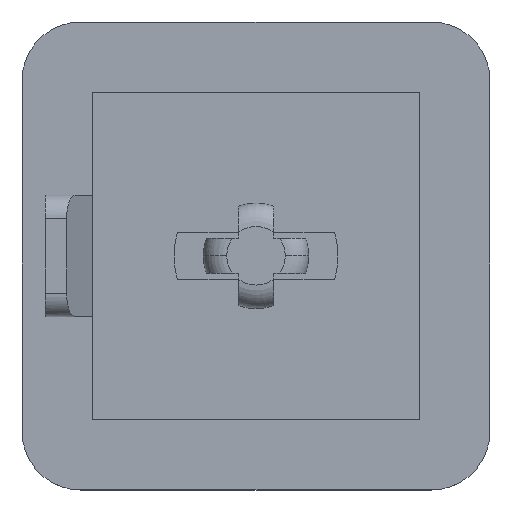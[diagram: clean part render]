
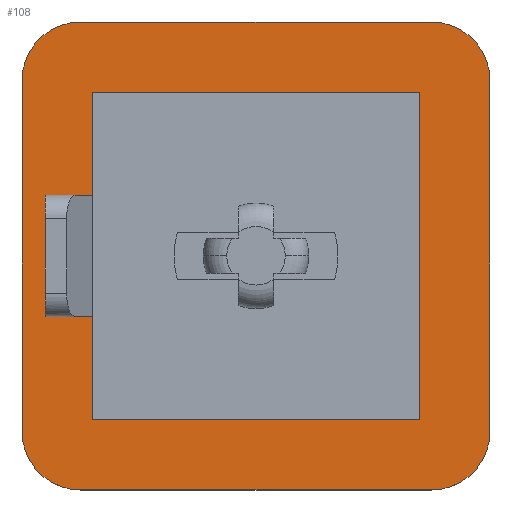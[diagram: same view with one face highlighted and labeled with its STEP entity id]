
A CAD part, top view. The second image highlights one B-rep face of the part: STEP entity #108.
In plain terms, the highlighted planar face has unit normal (0, 0, 1).
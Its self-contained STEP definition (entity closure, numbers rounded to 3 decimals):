
#108=ADVANCED_FACE('NONE',(#260,#261),#262,.T.);
#260=FACE_OUTER_BOUND('',#453,.T.);
#261=FACE_BOUND('',#454,.T.);
#262=PLANE('',#455);
#453=EDGE_LOOP('',(#936,#937,#938,#939,#940,#941,#942,#943));
#454=EDGE_LOOP('',(#944,#945,#946,#947,#948,#949,#950,#951));
#455=AXIS2_PLACEMENT_3D('',#952,#953,#954);
#936=ORIENTED_EDGE('',*,*,#1440,.T.);
#937=ORIENTED_EDGE('',*,*,#1441,.T.);
#938=ORIENTED_EDGE('',*,*,#1442,.T.);
#939=ORIENTED_EDGE('',*,*,#1443,.T.);
#940=ORIENTED_EDGE('',*,*,#1444,.T.);
#941=ORIENTED_EDGE('',*,*,#1445,.T.);
#942=ORIENTED_EDGE('',*,*,#1446,.T.);
#943=ORIENTED_EDGE('',*,*,#1447,.T.);
#944=ORIENTED_EDGE('',*,*,#1448,.F.);
#945=ORIENTED_EDGE('',*,*,#1449,.T.);
#946=ORIENTED_EDGE('',*,*,#1450,.T.);
#947=ORIENTED_EDGE('',*,*,#1451,.T.);
#948=ORIENTED_EDGE('',*,*,#1452,.F.);
#949=ORIENTED_EDGE('',*,*,#1453,.F.);
#950=ORIENTED_EDGE('',*,*,#1454,.F.);
#951=ORIENTED_EDGE('',*,*,#1455,.F.);
#952=CARTESIAN_POINT('',(10.0,-10.0,4.0));
#953=DIRECTION('',(-0.0,0.0,1.0));
#954=DIRECTION('',(1.0,0.0,0.0));
#1440=EDGE_CURVE('NONE',#1713,#1714,#1715,.T.);
#1441=EDGE_CURVE('NONE',#1714,#1716,#1717,.T.);
#1442=EDGE_CURVE('NONE',#1716,#1718,#1719,.T.);
#1443=EDGE_CURVE('NONE',#1718,#1720,#1721,.T.);
#1444=EDGE_CURVE('NONE',#1720,#1722,#1723,.T.);
#1445=EDGE_CURVE('NONE',#1722,#1724,#1725,.T.);
#1446=EDGE_CURVE('NONE',#1724,#1726,#1727,.T.);
#1447=EDGE_CURVE('NONE',#1726,#1713,#1728,.T.);
#1448=EDGE_CURVE('NONE',#1729,#1730,#1731,.T.);
#1449=EDGE_CURVE('NONE',#1729,#1732,#1733,.T.);
#1450=EDGE_CURVE('NONE',#1732,#1734,#1735,.T.);
#1451=EDGE_CURVE('NONE',#1734,#1736,#1737,.T.);
#1452=EDGE_CURVE('NONE',#1738,#1736,#1739,.T.);
#1453=EDGE_CURVE('NONE',#1740,#1738,#1741,.T.);
#1454=EDGE_CURVE('NONE',#1742,#1740,#1743,.T.);
#1455=EDGE_CURVE('NONE',#1730,#1742,#1744,.T.);
#1713=VERTEX_POINT('NONE',#2122);
#1714=VERTEX_POINT('NONE',#2123);
#1715=LINE('',#2124,#2125);
#1716=VERTEX_POINT('NONE',#2126);
#1717=CIRCLE('',#2127,2.5);
#1718=VERTEX_POINT('NONE',#2128);
#1719=LINE('',#2129,#2130);
#1720=VERTEX_POINT('NONE',#2131);
#1721=CIRCLE('',#2132,2.5);
#1722=VERTEX_POINT('NONE',#2133);
#1723=LINE('',#2134,#2135);
#1724=VERTEX_POINT('NONE',#2136);
#1725=CIRCLE('',#2137,2.5);
#1726=VERTEX_POINT('NONE',#2138);
#1727=LINE('',#2139,#2140);
#1728=CIRCLE('',#2141,2.5);
#1729=VERTEX_POINT('NONE',#2142);
#1730=VERTEX_POINT('NONE',#2143);
#1731=LINE('',#2144,#2145);
#1732=VERTEX_POINT('NONE',#2146);
#1733=LINE('',#2147,#2148);
#1734=VERTEX_POINT('NONE',#2149);
#1735=LINE('',#2150,#2151);
#1736=VERTEX_POINT('NONE',#2152);
#1737=LINE('',#2153,#2154);
#1738=VERTEX_POINT('NONE',#2155);
#1739=LINE('',#2156,#2157);
#1740=VERTEX_POINT('NONE',#2158);
#1741=LINE('',#2159,#2160);
#1742=VERTEX_POINT('NONE',#2161);
#1743=LINE('',#2162,#2163);
#1744=LINE('',#2164,#2165);
#2122=CARTESIAN_POINT('',(7.5,10.0,4.0));
#2123=CARTESIAN_POINT('',(-7.5,10.0,4.0));
#2124=CARTESIAN_POINT('',(-10.0,10.0,4.0));
#2125=VECTOR('',#2576,1000.0);
#2126=CARTESIAN_POINT('',(-10.0,7.5,4.0));
#2127=AXIS2_PLACEMENT_3D('',#2577,#2578,#2579);
#2128=CARTESIAN_POINT('',(-10.0,-7.5,4.0));
#2129=CARTESIAN_POINT('',(-10.0,10.0,4.0));
#2130=VECTOR('',#2580,1000.0);
#2131=CARTESIAN_POINT('',(-7.5,-10.0,4.0));
#2132=AXIS2_PLACEMENT_3D('',#2581,#2582,#2583);
#2133=CARTESIAN_POINT('',(7.5,-10.0,4.0));
#2134=CARTESIAN_POINT('',(-10.0,-10.0,4.0));
#2135=VECTOR('',#2584,1000.0);
#2136=CARTESIAN_POINT('',(10.0,-7.5,4.0));
#2137=AXIS2_PLACEMENT_3D('',#2585,#2586,#2587);
#2138=CARTESIAN_POINT('',(10.0,7.5,4.0));
#2139=CARTESIAN_POINT('',(10.0,10.0,4.0));
#2140=VECTOR('',#2588,1000.0);
#2141=AXIS2_PLACEMENT_3D('',#2589,#2590,#2591);
#2142=CARTESIAN_POINT('',(-7.0,-2.6,4.0));
#2143=CARTESIAN_POINT('',(-7.,-7.0,4.0));
#2144=CARTESIAN_POINT('',(-7.0,7.0,4.0));
#2145=VECTOR('',#2592,1000.0);
#2146=CARTESIAN_POINT('',(-9.0,-2.6,4.0));
#2147=CARTESIAN_POINT('',(10.0,-2.6,4.0));
#2148=VECTOR('',#2593,1000.0);
#2149=CARTESIAN_POINT('',(-9.0,2.6,4.0));
#2150=CARTESIAN_POINT('',(-9.0,-10.0,4.0));
#2151=VECTOR('',#2594,1000.0);
#2152=CARTESIAN_POINT('',(-7.0,2.6,4.0));
#2153=CARTESIAN_POINT('',(10.0,2.6,4.0));
#2154=VECTOR('',#2595,1000.0);
#2155=CARTESIAN_POINT('',(-7.0,7.0,4.0));
#2156=CARTESIAN_POINT('',(-7.0,7.0,4.0));
#2157=VECTOR('',#2596,1000.0);
#2158=CARTESIAN_POINT('',(7.0,7.0,4.0));
#2159=CARTESIAN_POINT('',(-7.0,7.0,4.0));
#2160=VECTOR('',#2597,1000.0);
#2161=CARTESIAN_POINT('',(7.,-7.0,4.0));
#2162=CARTESIAN_POINT('',(7.0,7.0,4.0));
#2163=VECTOR('',#2598,1000.0);
#2164=CARTESIAN_POINT('',(-7.0,-7.0,4.0));
#2165=VECTOR('',#2599,1000.0);
#2576=DIRECTION('',(-1.0,-0.0,-0.0));
#2577=CARTESIAN_POINT('',(-7.5,7.5,4.0));
#2578=DIRECTION('',(-0.0,0.0,1.0));
#2579=DIRECTION('',(1.0,0.0,0.0));
#2580=DIRECTION('',(0.,-1.0,0.0));
#2581=CARTESIAN_POINT('',(-7.5,-7.5,4.0));
#2582=DIRECTION('',(-0.0,0.0,1.0));
#2583=DIRECTION('',(1.0,0.0,0.0));
#2584=DIRECTION('',(1.0,0.0,0.0));
#2585=CARTESIAN_POINT('',(7.5,-7.5,4.0));
#2586=DIRECTION('',(-0.0,0.0,1.0));
#2587=DIRECTION('',(1.0,0.0,0.0));
#2588=DIRECTION('',(0.,1.0,-0.0));
#2589=CARTESIAN_POINT('',(7.5,7.5,4.0));
#2590=DIRECTION('',(-0.0,0.0,1.0));
#2591=DIRECTION('',(1.0,0.0,0.0));
#2592=DIRECTION('',(0.,-1.0,0.0));
#2593=DIRECTION('',(-1.0,0.0,-0.0));
#2594=DIRECTION('',(0.0,1.0,0.0));
#2595=DIRECTION('',(1.0,0.0,0.0));
#2596=DIRECTION('',(0.,-1.0,0.0));
#2597=DIRECTION('',(-1.0,-0.0,-0.0));
#2598=DIRECTION('',(0.,1.0,-0.0));
#2599=DIRECTION('',(1.0,0.0,0.0));
